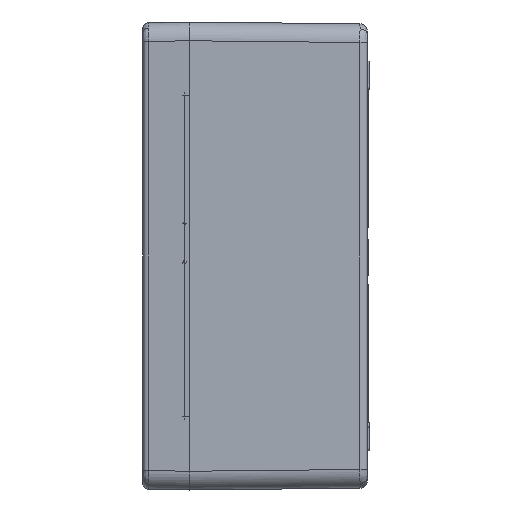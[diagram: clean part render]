
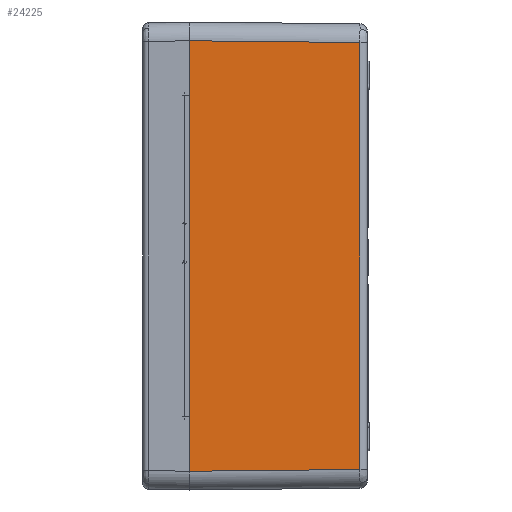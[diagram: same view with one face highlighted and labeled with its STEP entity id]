
A CAD part, left-side view. The second image highlights one B-rep face of the part: STEP entity #24225.
In plain terms, the highlighted planar face has unit normal (-1, -0.01, 0).
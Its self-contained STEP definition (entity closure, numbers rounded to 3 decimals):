
#2183 = VERTEX_POINT ( 'NONE', #31792 ) ;
#3071 = DIRECTION ( 'NONE',  ( 0.01, -1., 0. ) ) ;
#4141 = VECTOR ( 'NONE', #26312, 1000. ) ;
#8221 = EDGE_CURVE ( 'NONE', #41440, #11226, #8381, .T. ) ;
#8227 = ORIENTED_EDGE ( 'NONE', *, *, #37287, .T. ) ;
#8381 = LINE ( 'NONE', #15529, #20367 ) ;
#9596 = DIRECTION ( 'NONE',  ( 0., 0., 1. ) ) ;
#11226 = VERTEX_POINT ( 'NONE', #37052 ) ;
#11885 = CARTESIAN_POINT ( 'NONE',  ( -300., 2., -125. ) ) ;
#14105 = EDGE_CURVE ( 'NONE', #2183, #47501, #55563, .T. ) ;
#15529 = CARTESIAN_POINT ( 'NONE',  ( -300.001, 2.103, -115.002 ) ) ;
#17065 = AXIS2_PLACEMENT_3D ( 'NONE', #11885, #29949, #3071 ) ;
#20367 = VECTOR ( 'NONE', #42326, 1000. ) ;
#20781 = FACE_OUTER_BOUND ( 'NONE', #40519, .T. ) ;
#21786 = CARTESIAN_POINT ( 'NONE',  ( -299.976, -0.5, -125. ) ) ;
#22504 = ORIENTED_EDGE ( 'NONE', *, *, #14105, .T. ) ;
#24225 = ADVANCED_FACE ( 'NONE', ( #20781 ), #56749, .T. ) ;
#26312 = DIRECTION ( 'NONE',  ( 0., 0., 1. ) ) ;
#29949 = DIRECTION ( 'NONE',  ( -1., -0.01, 0. ) ) ;
#31792 = CARTESIAN_POINT ( 'NONE',  ( -299.086, -91.539, 114.037 ) ) ;
#31902 = LINE ( 'NONE', #36473, #55689 ) ;
#32057 = ORIENTED_EDGE ( 'NONE', *, *, #8221, .T. ) ;
#36473 = CARTESIAN_POINT ( 'NONE',  ( -299.086, -91.539, 113.996 ) ) ;
#37052 = CARTESIAN_POINT ( 'NONE',  ( -299.086, -91.539, -114.037 ) ) ;
#37287 = EDGE_CURVE ( 'NONE', #11226, #2183, #31902, .T. ) ;
#40519 = EDGE_LOOP ( 'NONE', ( #32057, #8227, #22504, #53435 ) ) ;
#41440 = VERTEX_POINT ( 'NONE', #55652 ) ;
#42326 = DIRECTION ( 'NONE',  ( 0.01, -1., 0.01 ) ) ;
#43658 = VECTOR ( 'NONE', #52909, 1000. ) ;
#45845 = EDGE_CURVE ( 'NONE', #41440, #47501, #54614, .T. ) ;
#47501 = VERTEX_POINT ( 'NONE', #55335 ) ;
#48413 = CARTESIAN_POINT ( 'NONE',  ( -299.976, -0.471, 114.975 ) ) ;
#52909 = DIRECTION ( 'NONE',  ( -0.01, 1., 0.01 ) ) ;
#53435 = ORIENTED_EDGE ( 'NONE', *, *, #45845, .F. ) ;
#54614 = LINE ( 'NONE', #21786, #4141 ) ;
#55335 = CARTESIAN_POINT ( 'NONE',  ( -299.976, -0.5, 114.975 ) ) ;
#55563 = LINE ( 'NONE', #48413, #43658 ) ;
#55652 = CARTESIAN_POINT ( 'NONE',  ( -299.976, -0.5, -114.975 ) ) ;
#55689 = VECTOR ( 'NONE', #9596, 1000. ) ;
#56749 = PLANE ( 'NONE',  #17065 ) ;
